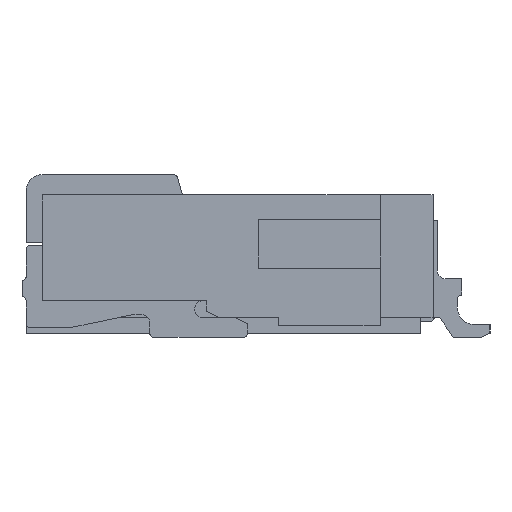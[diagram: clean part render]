
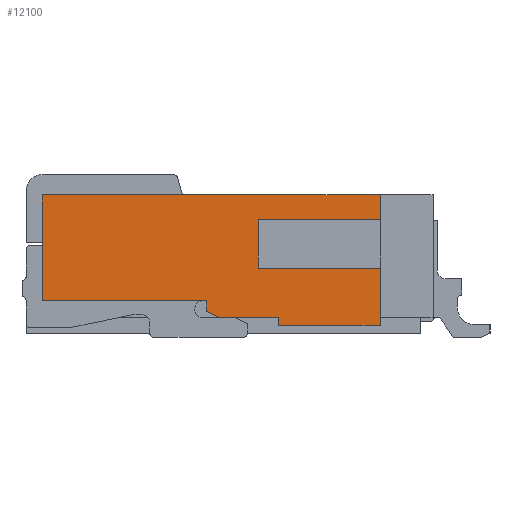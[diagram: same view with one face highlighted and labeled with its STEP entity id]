
A CAD part, left-side view. The second image highlights one B-rep face of the part: STEP entity #12100.
In plain terms, the highlighted planar face has unit normal (-1, 0, 0).
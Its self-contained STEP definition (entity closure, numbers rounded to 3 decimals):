
#920=CARTESIAN_POINT('',(-28.46,1.7,-1.35));
#930=VERTEX_POINT('',#920);
#960=CARTESIAN_POINT('',(-28.46,1.7,-1.35));
#970=DIRECTION('',(0.,0.,-1.));
#980=VECTOR('',#970,1.);
#990=LINE('',#960,#980);
#1000=CARTESIAN_POINT('',(-28.46,1.7,-5.5));
#1010=VERTEX_POINT('',#1000);
#1020=EDGE_CURVE('',#930,#1010,#990,.T.);
#2760=CARTESIAN_POINT('',(-28.46,0.4,-5.5));
#2770=DIRECTION('',(0.,1.,0.));
#2780=VECTOR('',#2770,1.);
#2790=LINE('',#2760,#2780);
#2800=CARTESIAN_POINT('',(-28.46,0.4,-5.5));
#2810=VERTEX_POINT('',#2800);
#2820=EDGE_CURVE('',#2810,#1010,#2790,.T.);
#4020=CARTESIAN_POINT('',(-28.46,0.4,-5.5));
#4030=DIRECTION('',(0.,0.,1.));
#4040=VECTOR('',#4030,1.);
#4050=LINE('',#4020,#4040);
#4060=CARTESIAN_POINT('',(-28.46,0.4,-3.48));
#4070=VERTEX_POINT('',#4060);
#4080=EDGE_CURVE('',#2810,#4070,#4050,.T.);
#11220=CARTESIAN_POINT('',(-28.46,0.435,-0.079))
;
#11230=DIRECTION('',(-1.,0.,0.));
#11240=DIRECTION('',(0.,0.,1.));
#11250=AXIS2_PLACEMENT_3D('',#11220,#11230,#11240);
#11260=PLANE('',#11250);
#11270=CARTESIAN_POINT('',(-28.46,0.4,-3.48));
#11280=DIRECTION('',(0.,-1.,0.));
#11290=VECTOR('',#11280,1.);
#11300=LINE('',#11270,#11290);
#11310=CARTESIAN_POINT('',(-28.46,0.27,-3.48));
#11320=VERTEX_POINT('',#11310);
#11330=EDGE_CURVE('',#4070,#11320,#11300,.T.);
#11340=ORIENTED_EDGE('',*,*,#11330,.T.);
#11350=ORIENTED_EDGE('',*,*,#4080,.T.);
#11360=ORIENTED_EDGE('',*,*,#2820,.F.);
#11370=ORIENTED_EDGE('',*,*,#1020,.T.);
#11380=CARTESIAN_POINT('',(-28.46,1.7,-1.35));
#11390=DIRECTION('',(0.,-1.,0.));
#11400=VECTOR('',#11390,1.);
#11410=LINE('',#11380,#11400);
#11420=CARTESIAN_POINT('',(-28.46,1.4,-1.35));
#11430=VERTEX_POINT('',#11420);
#11440=EDGE_CURVE('',#930,#11430,#11410,.T.);
#11450=ORIENTED_EDGE('',*,*,#11440,.F.);
#11460=CARTESIAN_POINT('',(-28.46,1.4,-1.35));
#11470=DIRECTION('',(0.,0.,-1.));
#11480=VECTOR('',#11470,1.);
#11490=LINE('',#11460,#11480);
#11500=CARTESIAN_POINT('',(-28.46,1.4,-2.85));
#11510=VERTEX_POINT('',#11500);
#11520=EDGE_CURVE('',#11430,#11510,#11490,.T.);
#11530=ORIENTED_EDGE('',*,*,#11520,.F.);
#11540=CARTESIAN_POINT('',(-28.46,1.4,-2.85));
#11550=DIRECTION('',(0.,-1.,0.));
#11560=VECTOR('',#11550,1.);
#11570=LINE('',#11540,#11560);
#11580=CARTESIAN_POINT('',(-28.46,0.8,-2.85));
#11590=VERTEX_POINT('',#11580);
#11600=EDGE_CURVE('',#11510,#11590,#11570,.T.);
#11610=ORIENTED_EDGE('',*,*,#11600,.F.);
#11620=CARTESIAN_POINT('',(-28.46,0.8,-2.85));
#11630=DIRECTION('',(0.,0.,1.));
#11640=VECTOR('',#11630,1.);
#11650=LINE('',#11620,#11640);
#11660=CARTESIAN_POINT('',(-28.46,0.8,-1.35));
#11670=VERTEX_POINT('',#11660);
#11680=EDGE_CURVE('',#11590,#11670,#11650,.T.);
#11690=ORIENTED_EDGE('',*,*,#11680,.F.);
#11700=CARTESIAN_POINT('',(-28.46,0.8,-1.35));
#11710=DIRECTION('',(0.,-1.,0.));
#11720=VECTOR('',#11710,1.);
#11730=LINE('',#11700,#11720);
#11740=CARTESIAN_POINT('',(-28.46,0.1,-1.35));
#11750=VERTEX_POINT('',#11740);
#11760=EDGE_CURVE('',#11670,#11750,#11730,.T.);
#11770=ORIENTED_EDGE('',*,*,#11760,.F.);
#11780=CARTESIAN_POINT('',(-28.46,0.1,-2.6));
#11790=DIRECTION('',(0.,0.,1.));
#11800=VECTOR('',#11790,1.);
#11810=LINE('',#11780,#11800);
#11820=CARTESIAN_POINT('',(-28.46,0.1,-2.6));
#11830=VERTEX_POINT('',#11820);
#11840=EDGE_CURVE('',#11830,#11750,#11810,.T.);
#11850=ORIENTED_EDGE('',*,*,#11840,.T.);
#11860=CARTESIAN_POINT('',(-28.46,0.2,-2.6));
#11870=DIRECTION('',(0.,-1.,0.));
#11880=VECTOR('',#11870,1.);
#11890=LINE('',#11860,#11880);
#11900=CARTESIAN_POINT('',(-28.46,0.2,-2.6));
#11910=VERTEX_POINT('',#11900);
#11920=EDGE_CURVE('',#11910,#11830,#11890,.T.);
#11930=ORIENTED_EDGE('',*,*,#11920,.T.);
#11940=CARTESIAN_POINT('',(-28.46,0.2,-2.6));
#11950=DIRECTION('',(0.,0.,-1.));
#11960=VECTOR('',#11950,1.);
#11970=LINE('',#11940,#11960);
#11980=CARTESIAN_POINT('',(-28.46,0.2,-3.33));
#11990=VERTEX_POINT('',#11980);
#12000=EDGE_CURVE('',#11910,#11990,#11970,.T.);
#12010=ORIENTED_EDGE('',*,*,#12000,.F.);
#12020=CARTESIAN_POINT('',(-28.46,0.27,-3.48));
#12030=DIRECTION('',(0.,-0.423,0.906));
#12040=VECTOR('',#12030,1.);
#12050=LINE('',#12020,#12040);
#12060=EDGE_CURVE('',#11320,#11990,#12050,.T.);
#12070=ORIENTED_EDGE('',*,*,#12060,.T.);
#12080=EDGE_LOOP('',(#12070,#12010,#11930,#11850,#11770,#11690,#11610,
#11530,#11450,#11370,#11360,#11350,#11340));
#12090=FACE_OUTER_BOUND('',#12080,.T.);
#12100=ADVANCED_FACE('',(#12090),#11260,.T.);
